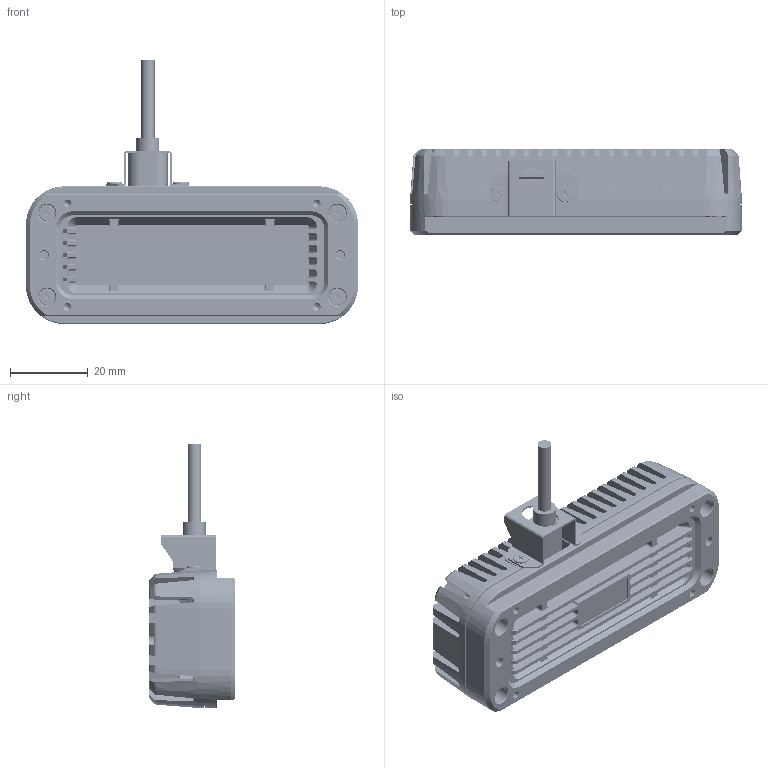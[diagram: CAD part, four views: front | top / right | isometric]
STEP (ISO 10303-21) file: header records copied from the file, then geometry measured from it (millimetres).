
FILE_DESCRIPTION((''),'2;1');
FILE_NAME('000_40BASELINE_MODEL_ASM','2022-03-29T',('15190'),(''),'CREO PARAMETRIC BY PTC INC, 2016050','CREO PARAMETRIC BY PTC INC, 2016050','');
FILE_SCHEMA(('CONFIG_CONTROL_DESIGN'));
Products named in the file (25): 0_FRONT_SHELL; SCREW_M1_6; SCREW_M1_6_LMAX; 00_SCREWS_ASM; 0_BACK_SHELL; INNER_SHELL; THERMAL; SIDE_SHEET; RUBBER; THERMAL_3M; 0_BACK_RUBBER; 00_STRUCTURE_ASM; MICRO_USB; 00_PCBA_ASM; 0_JIG_SCREW_5_ASM; 0_JIG_SCREW_ASM; 0_JIG_NE_ASM; WIRE; QL_THERMAL_FRONT; 0_GLASS; QL_THERMAL_BACK; SCREW_M2_3_5; USB_STEEL_SHEET; 000_JIG_ASM; 000_40BASELINE_MODEL_ASM
Assembly tree (43 placements, depth 4):
  000_40BASELINE_MODEL_ASM
    00_STRUCTURE_ASM
      0_FRONT_SHELL
      00_SCREWS_ASM
        SCREW_M1_6  x9
        SCREW_M1_6_LMAX  x4
      0_BACK_SHELL
      INNER_SHELL
      THERMAL
      SIDE_SHEET
      RUBBER
      THERMAL_3M
      0_BACK_RUBBER
    00_PCBA_ASM
      MICRO_USB
    000_JIG_ASM
      0_JIG_SCREW_ASM  x2
        0_JIG_SCREW_5_ASM
      0_JIG_NE_ASM
      WIRE
      QL_THERMAL_FRONT
      0_GLASS
      QL_THERMAL_BACK
      SCREW_M2_3_5  x8
      USB_STEEL_SHEET
Bounding box: 85.2 x 21.95 x 67.79 mm (x, y, z)
Volume: 37776.1 mm3; surface area: 45302.1 mm2
Topology: 39 solids, 61 shells, 6571 faces, 16602 edges, 10221 vertices
Faces by surface type: plane 2507, cylinder 2001, torus 904, cone 628, bspline 396, sphere 126, extrusion 9
Entity records: 230265 total; most frequent: CARTESIAN_POINT 59900, DIRECTION 30278, ORIENTED_EDGE 29916, EDGE_CURVE 15018, AXIS2_PLACEMENT_3D 11171, VERTEX_POINT 9223, PRESENTATION_STYLE_ASSIGNMENT 9003, STYLED_ITEM 8977
